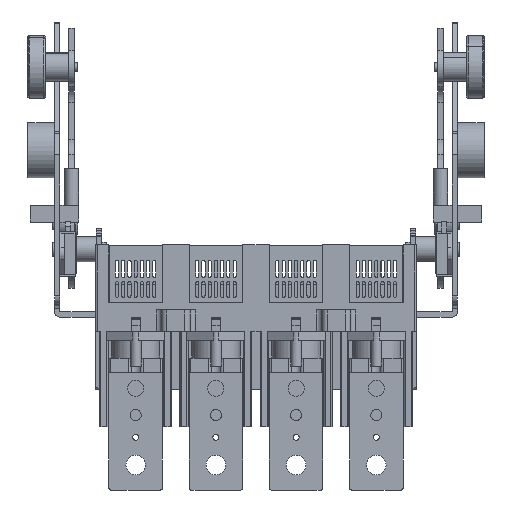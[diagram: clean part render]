
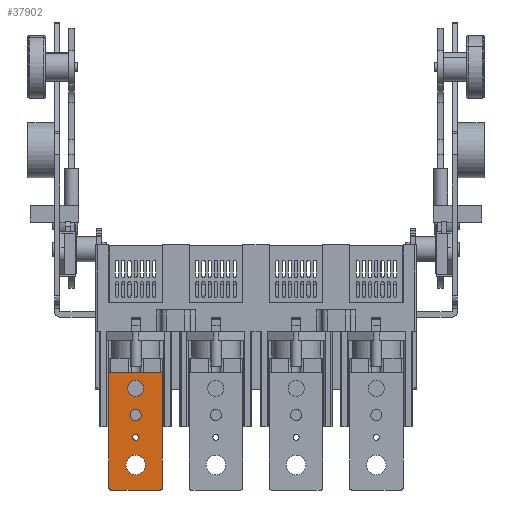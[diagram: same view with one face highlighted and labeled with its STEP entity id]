
A CAD part, front view. The second image highlights one B-rep face of the part: STEP entity #37902.
In plain terms, the highlighted face is planar.
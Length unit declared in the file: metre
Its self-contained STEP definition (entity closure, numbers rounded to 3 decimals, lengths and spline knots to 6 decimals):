
#37177=DIRECTION('',(0.,1.,0.));
#37178=VECTOR('',#37177,0.064995);
#37179=CARTESIAN_POINT('',(0.008005,0.008005,0.03));
#37180=LINE('',#37179,#37178);
#37185=CARTESIAN_POINT('',(0.008,0.0445,0.015));
#37186=DIRECTION('',(-1.,0.,0.));
#37187=DIRECTION('',(0.,0.,-1.));
#37188=AXIS2_PLACEMENT_3D('',#37185,#37186,#37187);
#37190=CARTESIAN_POINT('',(0.008,0.0445,0.015));
#37191=DIRECTION('',(-1.,0.,0.));
#37192=DIRECTION('',(0.,0.,1.));
#37193=AXIS2_PLACEMENT_3D('',#37190,#37191,#37192);
#37195=CARTESIAN_POINT('',(0.008,0.032,0.015));
#37196=DIRECTION('',(-1.,0.,0.));
#37197=DIRECTION('',(0.,0.,-1.));
#37198=AXIS2_PLACEMENT_3D('',#37195,#37196,#37197);
#37200=CARTESIAN_POINT('',(0.008,0.032,0.015));
#37201=DIRECTION('',(-1.,0.,0.));
#37202=DIRECTION('',(0.,0.,1.));
#37203=AXIS2_PLACEMENT_3D('',#37200,#37201,#37202);
#37205=CARTESIAN_POINT('',(0.008,0.017,0.015));
#37206=DIRECTION('',(-1.,0.,0.));
#37207=DIRECTION('',(0.,0.,-1.));
#37208=AXIS2_PLACEMENT_3D('',#37205,#37206,#37207);
#37210=CARTESIAN_POINT('',(0.008,0.017,0.015));
#37211=DIRECTION('',(-1.,0.,0.));
#37212=DIRECTION('',(0.,0.,1.));
#37213=AXIS2_PLACEMENT_3D('',#37210,#37211,#37212);
#37215=CARTESIAN_POINT('',(0.008,0.06,0.015));
#37216=DIRECTION('',(-1.,0.,0.));
#37217=DIRECTION('',(0.,0.,-1.));
#37218=AXIS2_PLACEMENT_3D('',#37215,#37216,#37217);
#37220=CARTESIAN_POINT('',(0.008,0.06,0.015));
#37221=DIRECTION('',(-1.,0.,0.));
#37222=DIRECTION('',(0.,0.,1.));
#37223=AXIS2_PLACEMENT_3D('',#37220,#37221,#37222);
#37225=DIRECTION('',(0.,1.,0.));
#37226=VECTOR('',#37225,0.06499);
#37227=CARTESIAN_POINT('',(0.008,0.00801,0.));
#37228=LINE('',#37227,#37226);
#37229=CARTESIAN_POINT('',(0.008,0.073,0.029));
#37230=DIRECTION('',(1.,0.,0.));
#37231=DIRECTION('',(0.,1.,0.));
#37232=AXIS2_PLACEMENT_3D('',#37229,#37230,#37231);
#37234=DIRECTION('',(0.,0.,1.));
#37235=VECTOR('',#37234,0.028);
#37236=CARTESIAN_POINT('',(0.008,0.074,0.001));
#37237=LINE('',#37236,#37235);
#37238=CARTESIAN_POINT('',(0.008,0.073,0.001));
#37239=DIRECTION('',(1.,0.,0.));
#37240=DIRECTION('',(0.,0.,-1.));
#37241=AXIS2_PLACEMENT_3D('',#37238,#37239,#37240);
#37391=DIRECTION('',(0.,0.,1.));
#37392=VECTOR('',#37391,0.03);
#37393=CARTESIAN_POINT('',(0.008,0.00801,0.));
#37394=LINE('',#37393,#37392);
#37423=CARTESIAN_POINT('',(0.008005,0.008005,0.03));
#37425=VERTEX_POINT('',#37423);
#37449=CARTESIAN_POINT('',(0.008,0.00801,0.));
#37450=CARTESIAN_POINT('',(0.008,0.073,0.));
#37451=VERTEX_POINT('',#37449);
#37452=VERTEX_POINT('',#37450);
#37453=CARTESIAN_POINT('',(0.008,0.073,0.03));
#37454=VERTEX_POINT('',#37453);
#37485=CARTESIAN_POINT('',(0.008,0.074,0.001));
#37486=CARTESIAN_POINT('',(0.008,0.074,0.029));
#37487=VERTEX_POINT('',#37485);
#37488=VERTEX_POINT('',#37486);
#37498=CARTESIAN_POINT('',(0.008,0.06,0.0205));
#37500=VERTEX_POINT('',#37498);
#37502=CARTESIAN_POINT('',(0.008,0.06,0.0095));
#37504=VERTEX_POINT('',#37502);
#37506=CARTESIAN_POINT('',(0.008,0.017,0.0195));
#37508=VERTEX_POINT('',#37506);
#37510=CARTESIAN_POINT('',(0.008,0.017,0.0105));
#37512=VERTEX_POINT('',#37510);
#37514=CARTESIAN_POINT('',(0.008,0.032,0.0181));
#37516=VERTEX_POINT('',#37514);
#37518=CARTESIAN_POINT('',(0.008,0.032,0.0119));
#37520=VERTEX_POINT('',#37518);
#37522=CARTESIAN_POINT('',(0.008,0.0445,0.01665));
#37524=VERTEX_POINT('',#37522);
#37526=CARTESIAN_POINT('',(0.008,0.0445,0.01335));
#37528=VERTEX_POINT('',#37526);
#37860=CARTESIAN_POINT('',(0.008,0.,0.03));
#37861=DIRECTION('',(-1.,0.,0.));
#37862=DIRECTION('',(0.,0.,1.));
#37863=AXIS2_PLACEMENT_3D('',#37860,#37861,#37862);
#37864=PLANE('',#37863);
#37866=ORIENTED_EDGE('',*,*,#37865,.F.);
#37868=ORIENTED_EDGE('',*,*,#37867,.T.);
#37869=ORIENTED_EDGE('',*,*,#37843,.T.);
#37871=ORIENTED_EDGE('',*,*,#37870,.F.);
#37873=ORIENTED_EDGE('',*,*,#37872,.F.);
#37875=ORIENTED_EDGE('',*,*,#37874,.F.);
#37876=EDGE_LOOP('',(#37866,#37868,#37869,#37871,#37873,#37875));
#37877=FACE_OUTER_BOUND('',#37876,.F.);
#37879=ORIENTED_EDGE('',*,*,#37878,.F.);
#37881=ORIENTED_EDGE('',*,*,#37880,.F.);
#37882=EDGE_LOOP('',(#37879,#37881));
#37883=FACE_BOUND('',#37882,.F.);
#37885=ORIENTED_EDGE('',*,*,#37884,.F.);
#37887=ORIENTED_EDGE('',*,*,#37886,.F.);
#37888=EDGE_LOOP('',(#37885,#37887));
#37889=FACE_BOUND('',#37888,.F.);
#37891=ORIENTED_EDGE('',*,*,#37890,.F.);
#37893=ORIENTED_EDGE('',*,*,#37892,.F.);
#37894=EDGE_LOOP('',(#37891,#37893));
#37895=FACE_BOUND('',#37894,.F.);
#37897=ORIENTED_EDGE('',*,*,#37896,.F.);
#37899=ORIENTED_EDGE('',*,*,#37898,.F.);
#37900=EDGE_LOOP('',(#37897,#37899));
#37901=FACE_BOUND('',#37900,.F.);
#37902=ADVANCED_FACE('',(#37877,#37883,#37889,#37895,#37901),#37864,.F.);
#37189=CIRCLE('',#37188,0.00165);
#37194=CIRCLE('',#37193,0.00165);
#37199=CIRCLE('',#37198,0.0031);
#37204=CIRCLE('',#37203,0.0031);
#37209=CIRCLE('',#37208,0.0045);
#37214=CIRCLE('',#37213,0.0045);
#37219=CIRCLE('',#37218,0.0055);
#37224=CIRCLE('',#37223,0.0055);
#37233=CIRCLE('',#37232,0.001);
#37242=CIRCLE('',#37241,0.001);
#37843=EDGE_CURVE('',#37425,#37454,#37180,.T.);
#37865=EDGE_CURVE('',#37451,#37452,#37228,.T.);
#37867=EDGE_CURVE('',#37451,#37425,#37394,.T.);
#37870=EDGE_CURVE('',#37488,#37454,#37233,.T.);
#37872=EDGE_CURVE('',#37487,#37488,#37237,.T.);
#37874=EDGE_CURVE('',#37452,#37487,#37242,.T.);
#37878=EDGE_CURVE('',#37520,#37516,#37199,.T.);
#37880=EDGE_CURVE('',#37516,#37520,#37204,.T.);
#37884=EDGE_CURVE('',#37512,#37508,#37209,.T.);
#37886=EDGE_CURVE('',#37508,#37512,#37214,.T.);
#37890=EDGE_CURVE('',#37504,#37500,#37219,.T.);
#37892=EDGE_CURVE('',#37500,#37504,#37224,.T.);
#37896=EDGE_CURVE('',#37528,#37524,#37189,.T.);
#37898=EDGE_CURVE('',#37524,#37528,#37194,.T.);
